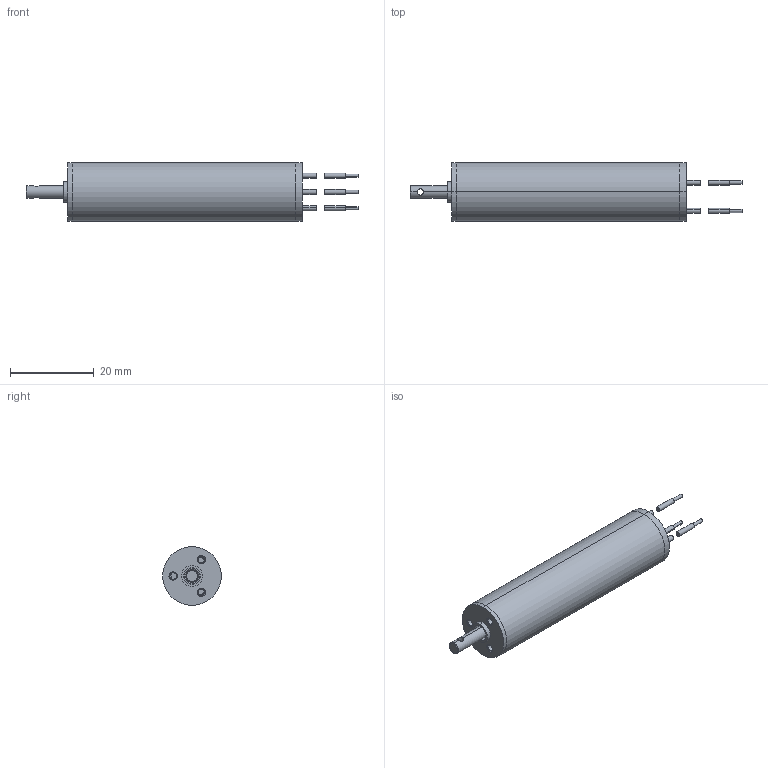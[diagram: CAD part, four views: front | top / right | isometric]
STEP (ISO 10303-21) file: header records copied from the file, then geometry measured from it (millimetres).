
FILE_DESCRIPTION (( 'STEP AP214' ), '1' );
FILE_NAME ('102505602.STEP', '2025-07-10T01:31:20', ( 'China' ), ( 'Microsoft' ), 'SwSTEP 2.0', 'SolidWorks 2025', '' );
FILE_SCHEMA (( 'AUTOMOTIVE_DESIGN' ));
Length unit declared in the file: millimetre
Products named in the file (1): 102505602
Bounding box: 79.3 x 14 x 14 mm (x, y, z)
Volume: 8004.4 mm3; surface area: 41916.5 mm2
Topology: 240 solids, 240 shells, 1549 faces, 3101 edges, 2050 vertices
Faces by surface type: cylinder 996, plane 505, torus 40, cone 6, bspline 2
Entity records: 45715 total; most frequent: DIRECTION 8273, CARTESIAN_POINT 8045, ORIENTED_EDGE 6202, AXIS2_PLACEMENT_3D 3632, EDGE_CURVE 3101, CIRCLE 2084, VERTEX_POINT 2050, EDGE_LOOP 2037
